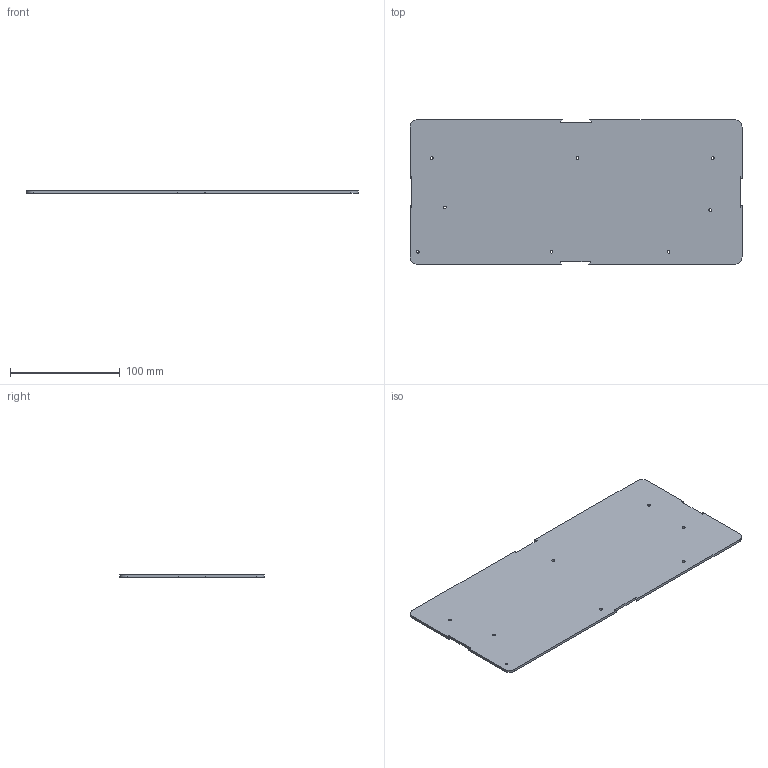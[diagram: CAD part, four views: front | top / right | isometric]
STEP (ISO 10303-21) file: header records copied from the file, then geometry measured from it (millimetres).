
FILE_DESCRIPTION(/* description */ (''),/* implementation_level */ '2;1');
FILE_NAME(/* name */ 'bottom_plate v2.step',/* time_stamp */ '2022-06-11T09:51:59+08:00',/* author */ (''),/* organization */ (''),/* preprocessor_version */ 'ST-DEVELOPER v19',/* originating_system */ 'Autodesk Translation Framework v11.7.0.108',/* authorisation */ '');
FILE_SCHEMA (('AUTOMOTIVE_DESIGN { 1 0 10303 214 3 1 1 }'));
Length unit declared in the file: millimetre
Products named in the file (3): KB-1; bottom_plate; bottom_plate (1)
Assembly tree (2 placements, depth 3):
  KB-1
    bottom_plate
      bottom_plate (1)
Bounding box: 303.01 x 131.86 x 2.3 mm (x, y, z)
Volume: 91238.3 mm3; surface area: 81525.5 mm2
Topology: 1 solids, 1 shells, 50 faces, 144 edges, 96 vertices
Faces by surface type: cylinder 28, plane 22
Full cylindrical faces by diameter (mm): 2.5 x8
Entity records: 1776 total; most frequent: DIRECTION 310, CARTESIAN_POINT 295, ORIENTED_EDGE 288, EDGE_CURVE 144, AXIS2_PLACEMENT_3D 111, VERTEX_POINT 96, LINE 88, VECTOR 88
